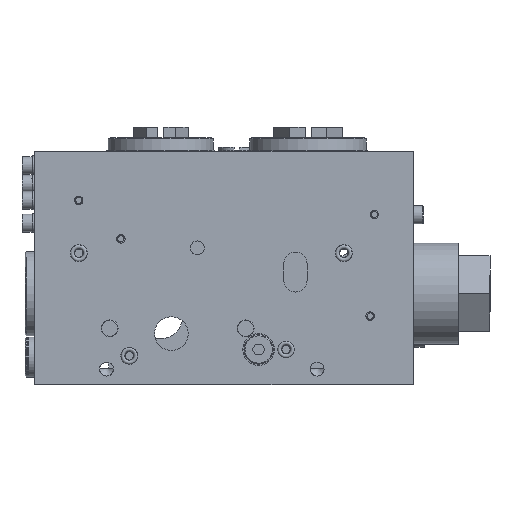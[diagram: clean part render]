
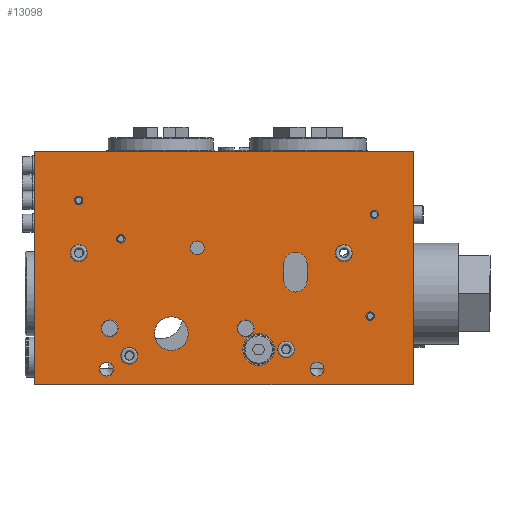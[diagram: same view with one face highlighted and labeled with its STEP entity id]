
A CAD part, front view. The second image highlights one B-rep face of the part: STEP entity #13098.
In plain terms, the highlighted planar face has unit normal (0, -1, 0).
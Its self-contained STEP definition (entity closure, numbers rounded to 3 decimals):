
#404=PLANE('',#14120);
#958=CIRCLE('',#13914,2.);
#960=CIRCLE('',#13917,2.);
#962=CIRCLE('',#13920,2.);
#966=CIRCLE('',#13926,3.324);
#968=CIRCLE('',#13930,3.324);
#970=CIRCLE('',#13934,3.324);
#973=CIRCLE('',#13938,5.5);
#975=CIRCLE('',#13942,5.5);
#978=CIRCLE('',#13948,4.);
#980=CIRCLE('',#13951,4.);
#982=CIRCLE('',#13954,8.);
#984=CIRCLE('',#13957,7.5);
#1061=CIRCLE('',#14083,2.);
#1091=CIRCLE('',#14121,3.9);
#1092=CIRCLE('',#14122,3.9);
#1093=CIRCLE('',#14123,3.9);
#1094=CIRCLE('',#14124,3.9);
#1884=ORIENTED_EDGE('',*,*,#4062,.F.);
#1885=ORIENTED_EDGE('',*,*,#4154,.T.);
#1886=ORIENTED_EDGE('',*,*,#4155,.T.);
#1887=ORIENTED_EDGE('',*,*,#3938,.T.);
#1888=ORIENTED_EDGE('',*,*,#3936,.T.);
#1889=ORIENTED_EDGE('',*,*,#3934,.T.);
#1890=ORIENTED_EDGE('',*,*,#3932,.T.);
#1891=ORIENTED_EDGE('',*,*,#4156,.T.);
#1892=ORIENTED_EDGE('',*,*,#4157,.T.);
#1893=ORIENTED_EDGE('',*,*,#4114,.T.);
#1894=ORIENTED_EDGE('',*,*,#4077,.T.);
#1895=ORIENTED_EDGE('',*,*,#4158,.T.);
#1896=ORIENTED_EDGE('',*,*,#3898,.T.);
#1897=ORIENTED_EDGE('',*,*,#3900,.T.);
#1898=ORIENTED_EDGE('',*,*,#3902,.T.);
#1899=ORIENTED_EDGE('',*,*,#4159,.T.);
#1900=ORIENTED_EDGE('',*,*,#3906,.T.);
#1901=ORIENTED_EDGE('',*,*,#3911,.T.);
#1902=ORIENTED_EDGE('',*,*,#3916,.T.);
#1903=ORIENTED_EDGE('',*,*,#3929,.T.);
#1904=ORIENTED_EDGE('',*,*,#3921,.T.);
#1905=ORIENTED_EDGE('',*,*,#3924,.T.);
#1906=ORIENTED_EDGE('',*,*,#3927,.T.);
#3898=EDGE_CURVE('',#5066,#5066,#958,.T.);
#3900=EDGE_CURVE('',#5068,#5068,#960,.T.);
#3902=EDGE_CURVE('',#5070,#5070,#962,.T.);
#3906=EDGE_CURVE('',#5074,#5074,#966,.T.);
#3911=EDGE_CURVE('',#5078,#5078,#968,.T.);
#3916=EDGE_CURVE('',#5082,#5082,#970,.T.);
#3921=EDGE_CURVE('',#5085,#5087,#973,.T.);
#3924=EDGE_CURVE('',#5087,#5089,#5976,.T.);
#3927=EDGE_CURVE('',#5089,#5091,#975,.T.);
#3929=EDGE_CURVE('',#5091,#5085,#5979,.T.);
#3932=EDGE_CURVE('',#5094,#5094,#978,.T.);
#3934=EDGE_CURVE('',#5096,#5096,#980,.T.);
#3936=EDGE_CURVE('',#5098,#5098,#982,.T.);
#3938=EDGE_CURVE('',#5100,#5100,#984,.T.);
#4062=EDGE_CURVE('',#5198,#5198,#1061,.T.);
#4077=EDGE_CURVE('',#5212,#5213,#6014,.T.);
#4114=EDGE_CURVE('',#5248,#5212,#6042,.T.);
#4154=EDGE_CURVE('',#5284,#5284,#1091,.T.);
#4155=EDGE_CURVE('',#5285,#5285,#1092,.T.);
#4156=EDGE_CURVE('',#5286,#5286,#1093,.T.);
#4157=EDGE_CURVE('',#5287,#5248,#6065,.T.);
#4158=EDGE_CURVE('',#5213,#5287,#6066,.T.);
#4159=EDGE_CURVE('',#5288,#5288,#1094,.T.);
#5066=VERTEX_POINT('',#18602);
#5068=VERTEX_POINT('',#18607);
#5070=VERTEX_POINT('',#18612);
#5074=VERTEX_POINT('',#18622);
#5078=VERTEX_POINT('',#18648);
#5082=VERTEX_POINT('',#18674);
#5085=VERTEX_POINT('',#18680);
#5087=VERTEX_POINT('',#18684);
#5089=VERTEX_POINT('',#18690);
#5091=VERTEX_POINT('',#18696);
#5094=VERTEX_POINT('',#18708);
#5096=VERTEX_POINT('',#18713);
#5098=VERTEX_POINT('',#18718);
#5100=VERTEX_POINT('',#18723);
#5198=VERTEX_POINT('',#19075);
#5212=VERTEX_POINT('',#19127);
#5213=VERTEX_POINT('',#19128);
#5248=VERTEX_POINT('',#19225);
#5284=VERTEX_POINT('',#19330);
#5285=VERTEX_POINT('',#19332);
#5286=VERTEX_POINT('',#19334);
#5287=VERTEX_POINT('',#19336);
#5288=VERTEX_POINT('',#19339);
#5976=LINE('',#18691,#6493);
#5979=LINE('',#18700,#6496);
#6014=LINE('',#19126,#6531);
#6042=LINE('',#19224,#6559);
#6065=LINE('',#19335,#6582);
#6066=LINE('',#19337,#6583);
#6493=VECTOR('',#15407,1000.);
#6496=VECTOR('',#15418,1000.);
#6531=VECTOR('',#15755,1000.);
#6559=VECTOR('',#15791,1000.);
#6582=VECTOR('',#15864,1000.);
#6583=VECTOR('',#15865,1000.);
#7175=EDGE_LOOP('',(#1884));
#7176=EDGE_LOOP('',(#1885));
#7177=EDGE_LOOP('',(#1886));
#7178=EDGE_LOOP('',(#1887));
#7179=EDGE_LOOP('',(#1888));
#7180=EDGE_LOOP('',(#1889));
#7181=EDGE_LOOP('',(#1890));
#7182=EDGE_LOOP('',(#1891));
#7183=EDGE_LOOP('',(#1892,#1893,#1894,#1895));
#7184=EDGE_LOOP('',(#1896));
#7185=EDGE_LOOP('',(#1897));
#7186=EDGE_LOOP('',(#1898));
#7187=EDGE_LOOP('',(#1899));
#7188=EDGE_LOOP('',(#1900));
#7189=EDGE_LOOP('',(#1901));
#7190=EDGE_LOOP('',(#1902));
#7191=EDGE_LOOP('',(#1903,#1904,#1905,#1906));
#8441=FACE_BOUND('',#7175,.T.);
#8442=FACE_BOUND('',#7176,.T.);
#8443=FACE_BOUND('',#7177,.T.);
#8444=FACE_BOUND('',#7178,.T.);
#8445=FACE_BOUND('',#7179,.T.);
#8446=FACE_BOUND('',#7180,.T.);
#8447=FACE_BOUND('',#7181,.T.);
#8448=FACE_BOUND('',#7182,.T.);
#8449=FACE_BOUND('',#7183,.T.);
#8450=FACE_BOUND('',#7184,.T.);
#8451=FACE_BOUND('',#7185,.T.);
#8452=FACE_BOUND('',#7186,.T.);
#8453=FACE_BOUND('',#7187,.T.);
#8454=FACE_BOUND('',#7188,.T.);
#8455=FACE_BOUND('',#7189,.T.);
#8456=FACE_BOUND('',#7190,.T.);
#8457=FACE_BOUND('',#7191,.T.);
#13098=ADVANCED_FACE('',(#8441,#8442,#8443,#8444,#8445,#8446,#8447,#8448,
#8449,#8450,#8451,#8452,#8453,#8454,#8455,#8456,#8457),#404,.T.);
#13914=AXIS2_PLACEMENT_3D('',#18601,#15347,#15348);
#13917=AXIS2_PLACEMENT_3D('',#18606,#15353,#15354);
#13920=AXIS2_PLACEMENT_3D('',#18611,#15359,#15360);
#13926=AXIS2_PLACEMENT_3D('',#18621,#15371,#15372);
#13930=AXIS2_PLACEMENT_3D('',#18647,#15381,#15382);
#13934=AXIS2_PLACEMENT_3D('',#18673,#15391,#15392);
#13938=AXIS2_PLACEMENT_3D('',#18685,#15401,#15402);
#13942=AXIS2_PLACEMENT_3D('',#18697,#15413,#15414);
#13948=AXIS2_PLACEMENT_3D('',#18707,#15427,#15428);
#13951=AXIS2_PLACEMENT_3D('',#18712,#15433,#15434);
#13954=AXIS2_PLACEMENT_3D('',#18717,#15439,#15440);
#13957=AXIS2_PLACEMENT_3D('',#18722,#15445,#15446);
#14083=AXIS2_PLACEMENT_3D('',#19074,#15728,#15729);
#14120=AXIS2_PLACEMENT_3D('',#19328,#15856,#15857);
#14121=AXIS2_PLACEMENT_3D('',#19329,#15858,#15859);
#14122=AXIS2_PLACEMENT_3D('',#19331,#15860,#15861);
#14123=AXIS2_PLACEMENT_3D('',#19333,#15862,#15863);
#14124=AXIS2_PLACEMENT_3D('',#19338,#15866,#15867);
#15347=DIRECTION('',(0.,1.,0.));
#15348=DIRECTION('',(0.,0.,-1.));
#15353=DIRECTION('',(0.,1.,0.));
#15354=DIRECTION('',(0.,0.,-1.));
#15359=DIRECTION('',(0.,1.,0.));
#15360=DIRECTION('',(0.,0.,-1.));
#15371=DIRECTION('',(0.,1.,0.));
#15372=DIRECTION('',(0.,0.,-1.));
#15381=DIRECTION('',(0.,1.,0.));
#15382=DIRECTION('',(0.,0.,-1.));
#15391=DIRECTION('',(0.,1.,0.));
#15392=DIRECTION('',(0.,0.,-1.));
#15401=DIRECTION('',(0.,1.,0.));
#15402=DIRECTION('',(-1.,0.,0.));
#15407=DIRECTION('',(0.,0.,-1.));
#15413=DIRECTION('',(0.,1.,0.));
#15414=DIRECTION('',(1.,0.,0.));
#15418=DIRECTION('',(0.,0.,1.));
#15427=DIRECTION('',(0.,1.,0.));
#15428=DIRECTION('',(0.,0.,-1.));
#15433=DIRECTION('',(0.,1.,0.));
#15434=DIRECTION('',(0.,0.,-1.));
#15439=DIRECTION('',(0.,1.,0.));
#15440=DIRECTION('',(0.,0.,-1.));
#15445=DIRECTION('',(0.,1.,0.));
#15446=DIRECTION('',(0.,0.,-1.));
#15728=DIRECTION('',(0.,-1.,0.));
#15729=DIRECTION('',(0.,0.,-1.));
#15755=DIRECTION('',(0.,0.,-1.));
#15791=DIRECTION('',(-1.,0.,0.));
#15856=DIRECTION('',(0.,-1.,0.));
#15857=DIRECTION('',(0.,0.,-1.));
#15858=DIRECTION('',(0.,1.,0.));
#15859=DIRECTION('',(0.,0.,-1.));
#15860=DIRECTION('',(0.,1.,0.));
#15861=DIRECTION('',(0.,0.,-1.));
#15862=DIRECTION('',(0.,1.,0.));
#15863=DIRECTION('',(0.,0.,-1.));
#15864=DIRECTION('',(0.,0.,1.));
#15865=DIRECTION('',(1.,0.,0.));
#15866=DIRECTION('',(0.,1.,0.));
#15867=DIRECTION('',(0.,0.,-1.));
#18601=CARTESIAN_POINT('',(-69.,0.,32.2));
#18602=CARTESIAN_POINT('',(-69.,0.,30.2));
#18606=CARTESIAN_POINT('',(71.5,0.,25.5));
#18607=CARTESIAN_POINT('',(71.5,0.,23.5));
#18611=CARTESIAN_POINT('',(-49.,0.,13.9));
#18612=CARTESIAN_POINT('',(-49.,0.,11.9));
#18621=CARTESIAN_POINT('',(-55.8,0.,-48.));
#18622=CARTESIAN_POINT('',(-55.8,0.,-51.324));
#18647=CARTESIAN_POINT('',(44.3,0.,-48.));
#18648=CARTESIAN_POINT('',(44.3,0.,-51.324));
#18673=CARTESIAN_POINT('',(-12.6,0.,9.6));
#18674=CARTESIAN_POINT('',(-12.6,0.,6.277));
#18680=CARTESIAN_POINT('',(28.5,0.,2.1));
#18684=CARTESIAN_POINT('',(39.5,0.,2.1));
#18685=CARTESIAN_POINT('',(34.,0.,2.1));
#18690=CARTESIAN_POINT('',(39.5,0.,-5.9));
#18691=CARTESIAN_POINT('',(39.5,0.,-5.9));
#18696=CARTESIAN_POINT('',(28.5,0.,-5.9));
#18697=CARTESIAN_POINT('',(34.,0.,-5.9));
#18700=CARTESIAN_POINT('',(28.5,0.,2.1));
#18707=CARTESIAN_POINT('',(-54.3,0.,-28.65));
#18708=CARTESIAN_POINT('',(-54.3,0.,-32.65));
#18712=CARTESIAN_POINT('',(10.3,0.,-28.65));
#18713=CARTESIAN_POINT('',(10.3,0.,-32.65));
#18717=CARTESIAN_POINT('',(-25.,0.,-31.15));
#18718=CARTESIAN_POINT('',(-25.,0.,-39.15));
#18722=CARTESIAN_POINT('',(16.5,0.,-38.7));
#18723=CARTESIAN_POINT('',(16.5,0.,-46.2));
#19074=CARTESIAN_POINT('',(69.5,0.,-22.8));
#19075=CARTESIAN_POINT('',(69.5,0.,-24.8));
#19126=CARTESIAN_POINT('',(-90.,0.,55.5));
#19127=CARTESIAN_POINT('',(-90.,0.,55.5));
#19128=CARTESIAN_POINT('',(-90.,0.,-55.5));
#19224=CARTESIAN_POINT('',(90.,0.,55.5));
#19225=CARTESIAN_POINT('',(90.,0.,55.5));
#19328=CARTESIAN_POINT('',(0.,0.,0.));
#19329=CARTESIAN_POINT('',(-45.,0.,-41.7));
#19330=CARTESIAN_POINT('',(-45.,0.,-45.6));
#19331=CARTESIAN_POINT('',(29.5,0.,-38.7));
#19332=CARTESIAN_POINT('',(29.5,0.,-42.6));
#19333=CARTESIAN_POINT('',(57.,0.,7.1));
#19334=CARTESIAN_POINT('',(57.,0.,3.2));
#19335=CARTESIAN_POINT('',(90.,0.,-55.5));
#19336=CARTESIAN_POINT('',(90.,0.,-55.5));
#19337=CARTESIAN_POINT('',(-90.,0.,-55.5));
#19338=CARTESIAN_POINT('',(-69.,0.,7.1));
#19339=CARTESIAN_POINT('',(-69.,0.,3.2));
